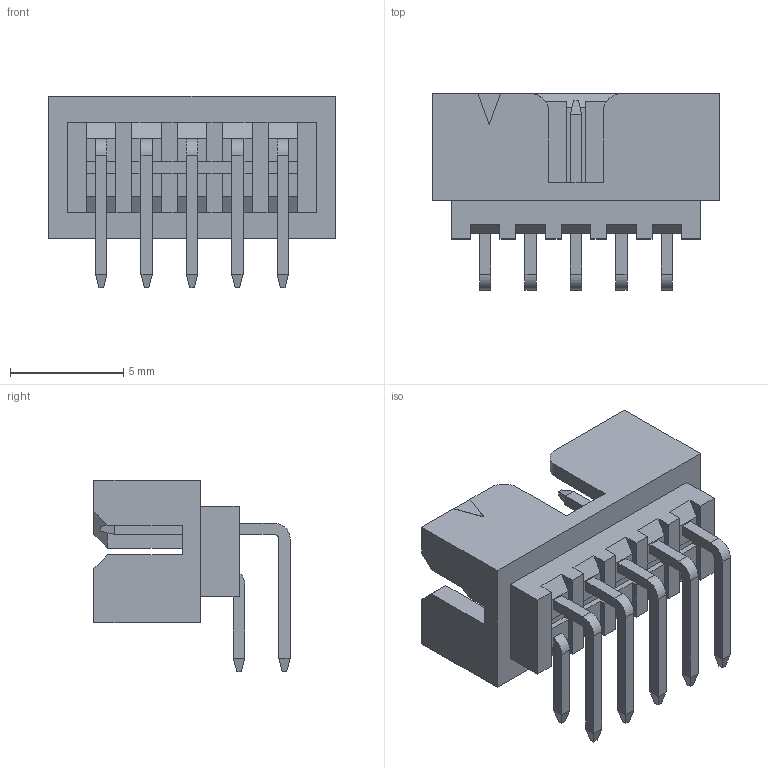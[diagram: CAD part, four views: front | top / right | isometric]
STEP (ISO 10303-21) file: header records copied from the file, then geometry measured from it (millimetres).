
FILE_DESCRIPTION(('STEP AP242'),'1');
FILE_NAME('87833-1020.stp','2021-03-02T11:58:05',('TraceParts'),('TraceParts S.A.'),'Spatial InterOp 3D',' ',' ');
FILE_SCHEMA(('AP242_MANAGED_MODEL_BASED_3D_ENGINEERING_MIM_LF {1 0 10303 442 1 1 4}'));
Length unit declared in the file: millimetre
Products named in the file (1): 87833-1020_1
Bounding box: 12.65 x 8.65 x 8.46 mm (x, y, z)
Volume: 238.2 mm3; surface area: 689.3 mm2
Topology: 1 solids, 1 shells, 331 faces, 871 edges, 578 vertices
Faces by surface type: plane 309, cylinder 22
Entity records: 9953 total; most frequent: CARTESIAN_POINT 1752, ORIENTED_EDGE 1702, DIRECTION 1599, EDGE_CURVE 851, LINE 805, VECTOR 805, VERTEX_POINT 538, AXIS2_PLACEMENT_3D 397
